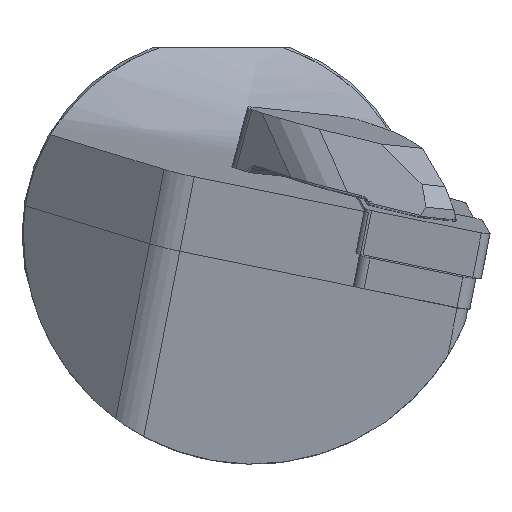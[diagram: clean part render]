
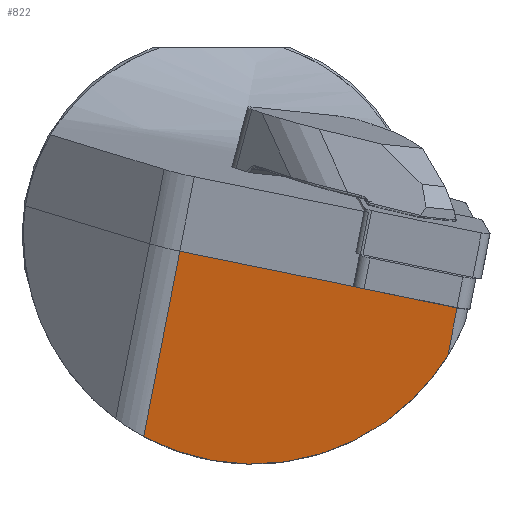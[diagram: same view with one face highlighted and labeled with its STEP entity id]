
A CAD part, left-side view. The second image highlights one B-rep face of the part: STEP entity #822.
In plain terms, the highlighted planar face has unit normal (-0.991, 0.104, -0.086).
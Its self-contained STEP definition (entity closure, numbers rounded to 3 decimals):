
#760=ELLIPSE('',#2224,23.212,23.);
#822=ADVANCED_FACE('',(#954),#912,.F.);
#912=PLANE('',#2229);
#954=FACE_OUTER_BOUND('',#1039,.T.);
#1039=EDGE_LOOP('',(#1390,#1391,#1392,#1393,#1394,#1395));
#1149=LINE('',#2948,#1258);
#1150=LINE('',#2950,#1259);
#1151=LINE('',#2951,#1260);
#1152=LINE('',#2953,#1261);
#1153=LINE('',#2955,#1262);
#1258=VECTOR('',#2433,1.);
#1259=VECTOR('',#2434,1.);
#1260=VECTOR('',#2435,1.);
#1261=VECTOR('',#2436,1.);
#1262=VECTOR('',#2437,1.);
#1390=ORIENTED_EDGE('',*,*,#1968,.F.);
#1391=ORIENTED_EDGE('',*,*,#1969,.T.);
#1392=ORIENTED_EDGE('',*,*,#1960,.T.);
#1393=ORIENTED_EDGE('',*,*,#1970,.F.);
#1394=ORIENTED_EDGE('',*,*,#1971,.T.);
#1395=ORIENTED_EDGE('',*,*,#1972,.T.);
#1802=VERTEX_POINT('',#2852);
#1815=VERTEX_POINT('',#2926);
#1816=VERTEX_POINT('',#2928);
#1821=VERTEX_POINT('',#2949);
#1822=VERTEX_POINT('',#2952);
#1823=VERTEX_POINT('',#2954);
#1960=EDGE_CURVE('',#1816,#1815,#760,.T.);
#1968=EDGE_CURVE('',#1821,#1802,#1149,.T.);
#1969=EDGE_CURVE('',#1821,#1816,#1150,.T.);
#1970=EDGE_CURVE('',#1822,#1815,#1151,.T.);
#1971=EDGE_CURVE('',#1822,#1823,#1152,.T.);
#1972=EDGE_CURVE('',#1823,#1802,#1153,.T.);
#2224=AXIS2_PLACEMENT_3D('',#2927,#2420,#2421);
#2229=AXIS2_PLACEMENT_3D('',#2956,#2438,#2439);
#2420=DIRECTION('',(-0.991,0.104,-0.086));
#2421=DIRECTION('',(-0.135,-0.765,0.63));
#2433=DIRECTION('',(-0.085,-0.976,-0.199));
#2434=DIRECTION('',(0.105,0.19,-0.976));
#2435=DIRECTION('',(0.105,0.19,-0.976));
#2436=DIRECTION('',(0.085,0.976,0.199));
#2437=DIRECTION('',(0.085,0.976,0.199));
#2438=DIRECTION('',(0.991,-0.104,0.086));
#2439=DIRECTION('',(0.105,0.995,0.));
#2852=CARTESIAN_POINT('',(2.546,-13.305,-5.199));
#2926=CARTESIAN_POINT('',(2.156,-22.709,-12.102));
#2927=CARTESIAN_POINT('',(3.164,-3.15,0.));
#2928=CARTESIAN_POINT('',(6.067,7.791,-20.231));
#2948=CARTESIAN_POINT('',(4.076,4.177,-1.637));
#2949=CARTESIAN_POINT('',(4.076,4.177,-1.637));
#2950=CARTESIAN_POINT('',(-40.382,-76.533,413.581));
#2951=CARTESIAN_POINT('',(-42.816,-104.351,407.913));
#2952=CARTESIAN_POINT('',(1.642,-23.641,-7.304));
#2953=CARTESIAN_POINT('',(4.076,4.177,-1.637));
#2954=CARTESIAN_POINT('',(2.514,-13.675,-5.274));
#2955=CARTESIAN_POINT('',(4.076,4.177,-1.637));
#2956=CARTESIAN_POINT('',(-40.382,-76.533,413.581));
